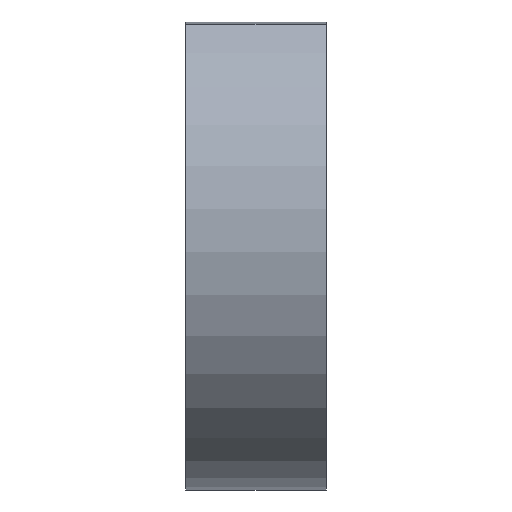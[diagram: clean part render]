
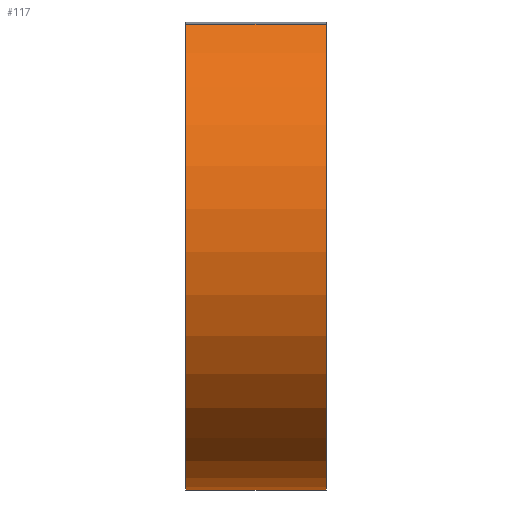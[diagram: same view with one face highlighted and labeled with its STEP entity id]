
A CAD part, front view. The second image highlights one B-rep face of the part: STEP entity #117.
In plain terms, the highlighted cylindrical face has radius 5.5 mm (diameter 11 mm), a partial arc.
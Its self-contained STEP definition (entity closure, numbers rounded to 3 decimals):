
#20=FACE_OUTER_BOUND('',#27,.T.);
#27=EDGE_LOOP('',(#85,#86,#87,#88));
#34=CIRCLE('',#127,5.5);
#35=CIRCLE('',#128,5.5);
#38=LINE('',#176,#49);
#39=LINE('',#180,#50);
#49=VECTOR('',#141,10.);
#50=VECTOR('',#144,10.);
#60=VERTEX_POINT('',#174);
#61=VERTEX_POINT('',#175);
#62=VERTEX_POINT('',#177);
#63=VERTEX_POINT('',#179);
#70=EDGE_CURVE('',#60,#61,#38,.T.);
#71=EDGE_CURVE('',#61,#62,#34,.T.);
#72=EDGE_CURVE('',#62,#63,#39,.T.);
#73=EDGE_CURVE('',#63,#60,#35,.T.);
#85=ORIENTED_EDGE('',*,*,#70,.T.);
#86=ORIENTED_EDGE('',*,*,#71,.T.);
#87=ORIENTED_EDGE('',*,*,#72,.T.);
#88=ORIENTED_EDGE('',*,*,#73,.T.);
#115=CYLINDRICAL_SURFACE('',#126,5.5);
#117=ADVANCED_FACE('',(#20),#115,.T.);
#126=AXIS2_PLACEMENT_3D('',#173,#139,#140);
#127=AXIS2_PLACEMENT_3D('',#178,#142,#143);
#128=AXIS2_PLACEMENT_3D('',#181,#145,#146);
#139=DIRECTION('center_axis',(-1.,0.,0.));
#140=DIRECTION('ref_axis',(0.,-0.225,-0.974));
#141=DIRECTION('',(1.,0.,0.));
#142=DIRECTION('center_axis',(-1.,0.,0.));
#143=DIRECTION('ref_axis',(0.,1.,0.));
#144=DIRECTION('',(-1.,0.,0.));
#145=DIRECTION('center_axis',(1.,0.,0.));
#146=DIRECTION('ref_axis',(0.,1.,0.));
#173=CARTESIAN_POINT('Origin',(87.892,-9.747,70.525));
#174=CARTESIAN_POINT('',(84.892,-4.871,73.07));
#175=CARTESIAN_POINT('',(87.892,-4.871,73.07));
#176=CARTESIAN_POINT('',(87.892,-4.871,73.07));
#177=CARTESIAN_POINT('',(87.892,-13.013,74.951));
#178=CARTESIAN_POINT('Origin',(87.892,-9.747,70.525));
#179=CARTESIAN_POINT('',(84.892,-13.013,74.951));
#180=CARTESIAN_POINT('',(87.892,-13.013,74.951));
#181=CARTESIAN_POINT('Origin',(84.892,-9.747,70.525));
